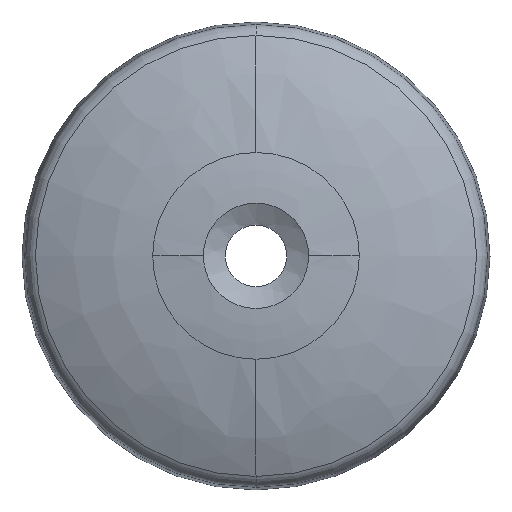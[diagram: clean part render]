
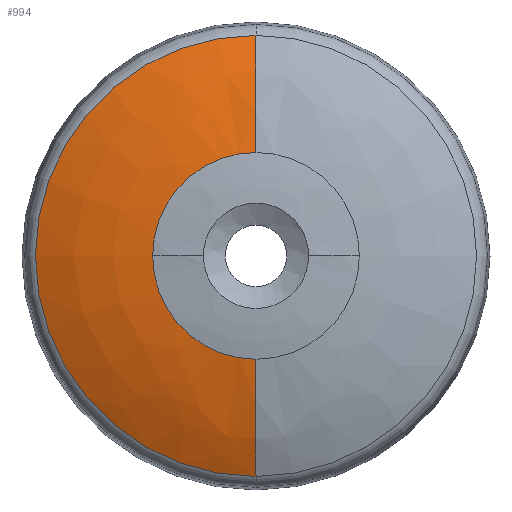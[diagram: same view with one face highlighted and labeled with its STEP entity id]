
A CAD part, top view. The second image highlights one B-rep face of the part: STEP entity #994.
In plain terms, the highlighted free-form (B-spline) face has degree [3, 3] with [4, 4] control points.
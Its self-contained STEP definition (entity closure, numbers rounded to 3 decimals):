
#3 = ORIENTED_EDGE ( 'NONE', *, *, #464, .T. ) ;
#6 = EDGE_CURVE ( 'NONE', #511, #965, #924, .T. ) ;
#13 = CARTESIAN_POINT ( 'NONE',  ( 0., -12.7, -62.743 ) ) ;
#29 = VERTEX_POINT ( 'NONE', #89 ) ;
#49 = CARTESIAN_POINT ( 'NONE',  ( 0., 38.805, 13.373 ) ) ;
#54 = CARTESIAN_POINT ( 'NONE',  ( -93.302, 46.651, 9.696 ) ) ;
#76 = FACE_OUTER_BOUND ( 'NONE', #127, .T. ) ;
#89 = CARTESIAN_POINT ( 'NONE',  ( 0., 21.862, 16.731 ) ) ;
#120 = CARTESIAN_POINT ( 'NONE',  ( -60.94, -30.47, 15.738 ) ) ;
#124 = CARTESIAN_POINT ( 'NONE',  ( -43.725, -21.862, 16.731 ) ) ;
#126 = VERTEX_POINT ( 'NONE', #1011 ) ;
#127 = EDGE_LOOP ( 'NONE', ( #711, #161, #633, #785, #3 ) ) ;
#154 = CARTESIAN_POINT ( 'NONE',  ( 0., -46.651, 9.696 ) ) ;
#156 = CARTESIAN_POINT ( 'NONE',  ( 0., 12.7, -62.743 ) ) ;
#157 = DIRECTION ( 'NONE',  ( 0., -1., 0. ) ) ;
#161 = ORIENTED_EDGE ( 'NONE', *, *, #381, .T. ) ;
#169 = AXIS2_PLACEMENT_3D ( 'NONE', #442, #1025, #706 ) ;
#178 = CARTESIAN_POINT ( 'NONE',  ( 0., -21.862, 16.731 ) ) ;
#187 = CARTESIAN_POINT ( 'NONE',  ( 0., 21.862, 16.731 ) ) ;
#244 = CARTESIAN_POINT ( 'NONE',  ( 0., 0., 9.696 ) ) ;
#287 = CARTESIAN_POINT ( 'NONE',  ( -60.94, 30.47, 15.738 ) ) ;
#291 = CIRCLE ( 'NONE', #169, 21.862 ) ;
#320 = DIRECTION ( 'NONE',  ( 0., -1., 0. ) ) ;
#329 = CIRCLE ( 'NONE', #598, 46.651 ) ;
#348 = EDGE_CURVE ( 'NONE', #801, #965, #329, .T. ) ;
#363 = CARTESIAN_POINT ( 'NONE',  ( -77.611, 38.805, 13.373 ) ) ;
#370 = CARTESIAN_POINT ( 'NONE',  ( 0., -30.47, 15.738 ) ) ;
#381 = EDGE_CURVE ( 'NONE', #29, #801, #676, .T. ) ;
#393 = CARTESIAN_POINT ( 'NONE',  ( 0., 46.651, 9.696 ) ) ;
#438 = CARTESIAN_POINT ( 'NONE',  ( -77.611, -38.805, 13.373 ) ) ;
#442 = CARTESIAN_POINT ( 'NONE',  ( 0., 0., 16.731 ) ) ;
#464 = EDGE_CURVE ( 'NONE', #511, #126, #927, .T. ) ;
#480 = DIRECTION ( 'NONE',  ( 0., 1., 0. ) ) ;
#511 = VERTEX_POINT ( 'NONE', #178 ) ;
#525 = CARTESIAN_POINT ( 'NONE',  ( 0., -46.651, 9.696 ) ) ;
#563 = DIRECTION ( 'NONE',  ( -1., 0., 0. ) ) ;
#598 = AXIS2_PLACEMENT_3D ( 'NONE', #244, #880, #320 ) ;
#633 = ORIENTED_EDGE ( 'NONE', *, *, #348, .T. ) ;
#654 = AXIS2_PLACEMENT_3D ( 'NONE', #743, #826, #829 ) ;
#676 = CIRCLE ( 'NONE', #691, 80. ) ;
#691 = AXIS2_PLACEMENT_3D ( 'NONE', #156, #563, #480 ) ;
#692 = CARTESIAN_POINT ( 'NONE',  ( 0., -21.862, 16.731 ) ) ;
#706 = DIRECTION ( 'NONE',  ( 0., -1., 0. ) ) ;
#711 = ORIENTED_EDGE ( 'NONE', *, *, #722, .T. ) ;
#722 = EDGE_CURVE ( 'NONE', #126, #29, #291, .T. ) ;
#733 = DIRECTION ( 'NONE',  ( 1., 0., 0. ) ) ;
#743 = CARTESIAN_POINT ( 'NONE',  ( 0., 0., 16.731 ) ) ;
#749 =( BOUNDED_SURFACE ( )  B_SPLINE_SURFACE ( 3, 3, ( 
 ( #187, #857, #124, #692 ),
 ( #773, #287, #120, #370 ),
 ( #49, #363, #438, #1020 ),
 ( #938, #54, #1017, #525 ) ),
 .UNSPECIFIED., .F., .F., .T. ) 
 B_SPLINE_SURFACE_WITH_KNOTS ( ( 4, 4 ),
 ( 4, 4 ),
 ( 0., 1. ),
 ( 0., 1. ),
 .UNSPECIFIED. ) 
 GEOMETRIC_REPRESENTATION_ITEM ( )  RATIONAL_B_SPLINE_SURFACE ( (
 ( 1., 0.333, 0.333, 1.),
 ( 0.991, 0.33, 0.33, 0.991),
 ( 0.991, 0.33, 0.33, 0.991),
 ( 1., 0.333, 0.333, 1.) ) ) 
 REPRESENTATION_ITEM ( '' )  SURFACE ( )  );
#773 = CARTESIAN_POINT ( 'NONE',  ( 0., 30.47, 15.738 ) ) ;
#785 = ORIENTED_EDGE ( 'NONE', *, *, #6, .F. ) ;
#801 = VERTEX_POINT ( 'NONE', #393 ) ;
#809 = AXIS2_PLACEMENT_3D ( 'NONE', #13, #733, #157 ) ;
#826 = DIRECTION ( 'NONE',  ( 0., 0., -1. ) ) ;
#829 = DIRECTION ( 'NONE',  ( 0., -1., 0. ) ) ;
#857 = CARTESIAN_POINT ( 'NONE',  ( -43.725, 21.862, 16.731 ) ) ;
#880 = DIRECTION ( 'NONE',  ( 0., 0., 1. ) ) ;
#924 = CIRCLE ( 'NONE', #809, 80. ) ;
#927 = CIRCLE ( 'NONE', #654, 21.862 ) ;
#938 = CARTESIAN_POINT ( 'NONE',  ( 0., 46.651, 9.696 ) ) ;
#965 = VERTEX_POINT ( 'NONE', #154 ) ;
#994 = ADVANCED_FACE ( 'NONE', ( #76 ), #749, .T. ) ;
#1011 = CARTESIAN_POINT ( 'NONE',  ( -21.862, 0., 16.731 ) ) ;
#1017 = CARTESIAN_POINT ( 'NONE',  ( -93.302, -46.651, 9.696 ) ) ;
#1020 = CARTESIAN_POINT ( 'NONE',  ( 0., -38.805, 13.373 ) ) ;
#1025 = DIRECTION ( 'NONE',  ( 0., 0., -1. ) ) ;
